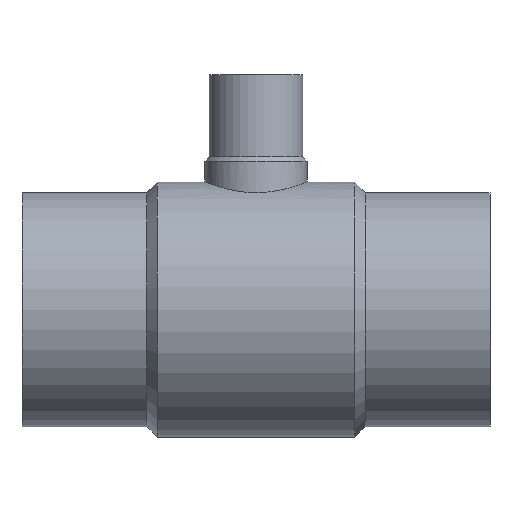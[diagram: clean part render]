
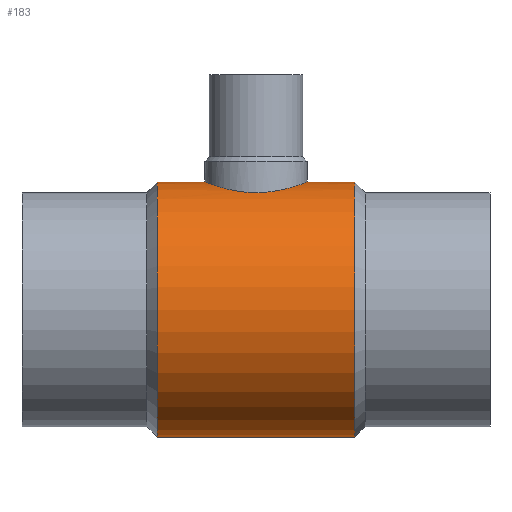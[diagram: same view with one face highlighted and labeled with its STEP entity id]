
A CAD part, top view. The second image highlights one B-rep face of the part: STEP entity #183.
In plain terms, the highlighted cylindrical face has radius 122.75 mm (diameter 245.5 mm), a partial arc.
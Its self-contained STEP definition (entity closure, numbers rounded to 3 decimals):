
#151 = VERTEX_POINT( '', #380 );
#179 = EDGE_CURVE( '', #205, #199, #411, .T. );
#183 = ADVANCED_FACE( '', ( #415 ), #416, .T. );
#199 = VERTEX_POINT( '', #433 );
#205 = VERTEX_POINT( '', #440 );
#219 = EDGE_CURVE( '', #253, #329, #457, .T. );
#253 = VERTEX_POINT( '', #493 );
#259 = VERTEX_POINT( '', #500 );
#279 = EDGE_CURVE( '', #151, #259, #525, .T. );
#303 = EDGE_CURVE( '', #329, #151, #551, .T. );
#307 = EDGE_CURVE( '', #205, #253, #555, .T. );
#325 = EDGE_CURVE( '', #259, #199, #576, .T. );
#329 = VERTEX_POINT( '', #580 );
#380 = CARTESIAN_POINT( '', ( -175.9, 122.75, 0. ) );
#411 = CIRCLE( '', #742, 122.75 );
#415 = FACE_OUTER_BOUND( '', #812, .T. );
#416 = CYLINDRICAL_SURFACE( '', #813, 122.75 );
#433 = CARTESIAN_POINT( '', ( -319.75, 122.75, 0. ) );
#440 = CARTESIAN_POINT( '', ( -319.75, -122.75, 0. ) );
#457 = CIRCLE( '', #863, 122.75 );
#493 = CARTESIAN_POINT( '', ( -130.25, -122.75, 0. ) );
#500 = CARTESIAN_POINT( '', ( -274.1, 122.75, 0. ) );
#525 = B_SPLINE_CURVE_WITH_KNOTS( '', 3, ( #1010, #1011, #1012, #1013, #1014, #1015, #1016, #1017, #1018, #1019, #1020, #1021, #1022, #1023, #1024, #1025, #1026, #1027, #1028, #1029, #1030, #1031, #1032, #1033, #1034, #1035, #1036, #1037, #1038, #1039, #1040, #1041, #1042, #1043, #1044, #1045, #1046, #1047, #1048, #1049, #1050, #1051, #1052, #1053, #1054, #1055, #1056, #1057, #1058, #1059, #1060, #1061, #1062, #1063, #1064, #1065, #1066, #1067, #1068, #1069, #1070, #1071, #1072, #1073, #1074, #1075 ), .UNSPECIFIED., .F., .F., ( 4, 2, 2, 2, 2, 2, 2, 2, 2, 2, 2, 2, 2, 2, 2, 2, 2, 2, 2, 2, 2, 2, 2, 2, 2, 2, 2, 2, 2, 2, 2, 2, 4 ), ( 74.9, 79.579, 84.258, 88.937, 93.616, 98.294, 102.973, 107.652, 112.331, 117.015, 121.698, 126.382, 131.066, 135.749, 140.433, 145.116, 149.8, 154.484, 159.167, 163.851, 168.535, 173.218, 177.902, 182.585, 187.269, 191.948, 196.627, 201.306, 205.985, 210.663, 215.342, 220.021, 224.7 ), .UNSPECIFIED. );
#551 = LINE( '', #1114, #1115 );
#555 = LINE( '', #1122, #1123 );
#576 = LINE( '', #1150, #1151 );
#580 = CARTESIAN_POINT( '', ( -130.25, 122.75, 0. ) );
#742 = AXIS2_PLACEMENT_3D( '', #1238, #1239, #1240 );
#812 = EDGE_LOOP( '', ( #1242, #1243, #1244, #1245, #1246, #1247 ) );
#813 = AXIS2_PLACEMENT_3D( '', #1248, #1249, #1250 );
#863 = AXIS2_PLACEMENT_3D( '', #1305, #1306, #1307 );
#1010 = CARTESIAN_POINT( '', ( -175.9, 122.75, 0. ) );
#1011 = CARTESIAN_POINT( '', ( -175.9, 122.75, 1.56 ) );
#1012 = CARTESIAN_POINT( '', ( -175.975, 122.72, 3.143 ) );
#1013 = CARTESIAN_POINT( '', ( -176.283, 122.597, 6.327 ) );
#1014 = CARTESIAN_POINT( '', ( -176.517, 122.504, 7.928 ) );
#1015 = CARTESIAN_POINT( '', ( -177.147, 122.256, 11.114 ) );
#1016 = CARTESIAN_POINT( '', ( -177.543, 122.101, 12.701 ) );
#1017 = CARTESIAN_POINT( '', ( -178.494, 121.735, 15.832 ) );
#1018 = CARTESIAN_POINT( '', ( -179.048, 121.524, 17.376 ) );
#1019 = CARTESIAN_POINT( '', ( -180.307, 121.053, 20.396 ) );
#1020 = CARTESIAN_POINT( '', ( -181.011, 120.794, 21.873 ) );
#1021 = CARTESIAN_POINT( '', ( -182.555, 120.241, 24.736 ) );
#1022 = CARTESIAN_POINT( '', ( -183.395, 119.946, 26.123 ) );
#1023 = CARTESIAN_POINT( '', ( -185.192, 119.335, 28.787 ) );
#1024 = CARTESIAN_POINT( '', ( -186.148, 119.018, 30.064 ) );
#1025 = CARTESIAN_POINT( '', ( -188.153, 118.379, 32.49 ) );
#1026 = CARTESIAN_POINT( '', ( -189.201, 118.056, 33.639 ) );
#1027 = CARTESIAN_POINT( '', ( -191.362, 117.419, 35.8 ) );
#1028 = CARTESIAN_POINT( '', ( -192.512, 117.093, 36.849 ) );
#1029 = CARTESIAN_POINT( '', ( -194.939, 116.443, 38.854 ) );
#1030 = CARTESIAN_POINT( '', ( -196.216, 116.119, 39.811 ) );
#1031 = CARTESIAN_POINT( '', ( -198.879, 115.487, 41.607 ) );
#1032 = CARTESIAN_POINT( '', ( -200.266, 115.181, 42.446 ) );
#1033 = CARTESIAN_POINT( '', ( -203.129, 114.6, 43.99 ) );
#1034 = CARTESIAN_POINT( '', ( -204.605, 114.326, 44.693 ) );
#1035 = CARTESIAN_POINT( '', ( -207.623, 113.827, 45.951 ) );
#1036 = CARTESIAN_POINT( '', ( -209.166, 113.6, 46.506 ) );
#1037 = CARTESIAN_POINT( '', ( -212.296, 113.207, 47.456 ) );
#1038 = CARTESIAN_POINT( '', ( -213.882, 113.039, 47.852 ) );
#1039 = CARTESIAN_POINT( '', ( -217.068, 112.77, 48.482 ) );
#1040 = CARTESIAN_POINT( '', ( -218.669, 112.669, 48.716 ) );
#1041 = CARTESIAN_POINT( '', ( -221.854, 112.535, 49.025 ) );
#1042 = CARTESIAN_POINT( '', ( -223.439, 112.502, 49.1 ) );
#1043 = CARTESIAN_POINT( '', ( -226.561, 112.502, 49.1 ) );
#1044 = CARTESIAN_POINT( '', ( -228.146, 112.535, 49.025 ) );
#1045 = CARTESIAN_POINT( '', ( -231.331, 112.669, 48.716 ) );
#1046 = CARTESIAN_POINT( '', ( -232.932, 112.77, 48.482 ) );
#1047 = CARTESIAN_POINT( '', ( -236.118, 113.039, 47.852 ) );
#1048 = CARTESIAN_POINT( '', ( -237.704, 113.207, 47.456 ) );
#1049 = CARTESIAN_POINT( '', ( -240.834, 113.6, 46.506 ) );
#1050 = CARTESIAN_POINT( '', ( -242.377, 113.827, 45.951 ) );
#1051 = CARTESIAN_POINT( '', ( -245.395, 114.326, 44.693 ) );
#1052 = CARTESIAN_POINT( '', ( -246.871, 114.6, 43.99 ) );
#1053 = CARTESIAN_POINT( '', ( -249.734, 115.181, 42.446 ) );
#1054 = CARTESIAN_POINT( '', ( -251.121, 115.487, 41.607 ) );
#1055 = CARTESIAN_POINT( '', ( -253.784, 116.119, 39.811 ) );
#1056 = CARTESIAN_POINT( '', ( -255.061, 116.443, 38.854 ) );
#1057 = CARTESIAN_POINT( '', ( -257.488, 117.093, 36.849 ) );
#1058 = CARTESIAN_POINT( '', ( -258.638, 117.419, 35.8 ) );
#1059 = CARTESIAN_POINT( '', ( -260.799, 118.056, 33.639 ) );
#1060 = CARTESIAN_POINT( '', ( -261.847, 118.379, 32.49 ) );
#1061 = CARTESIAN_POINT( '', ( -263.852, 119.018, 30.064 ) );
#1062 = CARTESIAN_POINT( '', ( -264.808, 119.335, 28.787 ) );
#1063 = CARTESIAN_POINT( '', ( -266.605, 119.946, 26.123 ) );
#1064 = CARTESIAN_POINT( '', ( -267.445, 120.241, 24.736 ) );
#1065 = CARTESIAN_POINT( '', ( -268.989, 120.794, 21.873 ) );
#1066 = CARTESIAN_POINT( '', ( -269.693, 121.053, 20.396 ) );
#1067 = CARTESIAN_POINT( '', ( -270.952, 121.524, 17.376 ) );
#1068 = CARTESIAN_POINT( '', ( -271.506, 121.735, 15.832 ) );
#1069 = CARTESIAN_POINT( '', ( -272.457, 122.101, 12.701 ) );
#1070 = CARTESIAN_POINT( '', ( -272.853, 122.256, 11.114 ) );
#1071 = CARTESIAN_POINT( '', ( -273.483, 122.504, 7.928 ) );
#1072 = CARTESIAN_POINT( '', ( -273.717, 122.597, 6.327 ) );
#1073 = CARTESIAN_POINT( '', ( -274.025, 122.72, 3.143 ) );
#1074 = CARTESIAN_POINT( '', ( -274.1, 122.75, 1.56 ) );
#1075 = CARTESIAN_POINT( '', ( -274.1, 122.75, 0. ) );
#1114 = CARTESIAN_POINT( '', ( -225., 122.75, 0. ) );
#1115 = VECTOR( '', #1402, 1. );
#1122 = CARTESIAN_POINT( '', ( -225., -122.75, 0. ) );
#1123 = VECTOR( '', #1404, 1. );
#1150 = CARTESIAN_POINT( '', ( -225., 122.75, 0. ) );
#1151 = VECTOR( '', #1436, 1. );
#1238 = CARTESIAN_POINT( '', ( -319.75, 0., 0. ) );
#1239 = DIRECTION( '', ( -1., 0., 0. ) );
#1240 = DIRECTION( '', ( 0., 1., 0. ) );
#1242 = ORIENTED_EDGE( '', *, *, #303, .T. );
#1243 = ORIENTED_EDGE( '', *, *, #279, .T. );
#1244 = ORIENTED_EDGE( '', *, *, #325, .T. );
#1245 = ORIENTED_EDGE( '', *, *, #179, .F. );
#1246 = ORIENTED_EDGE( '', *, *, #307, .T. );
#1247 = ORIENTED_EDGE( '', *, *, #219, .T. );
#1248 = CARTESIAN_POINT( '', ( -225., 0., 0. ) );
#1249 = DIRECTION( '', ( 1., 0., 0. ) );
#1250 = DIRECTION( '', ( 0., 1., 0. ) );
#1305 = CARTESIAN_POINT( '', ( -130.25, 0., 0. ) );
#1306 = DIRECTION( '', ( -1., 0., 0. ) );
#1307 = DIRECTION( '', ( 0., 1., 0. ) );
#1402 = DIRECTION( '', ( -1., 0., 0. ) );
#1404 = DIRECTION( '', ( 1., 0., 0. ) );
#1436 = DIRECTION( '', ( -1., 0., 0. ) );
